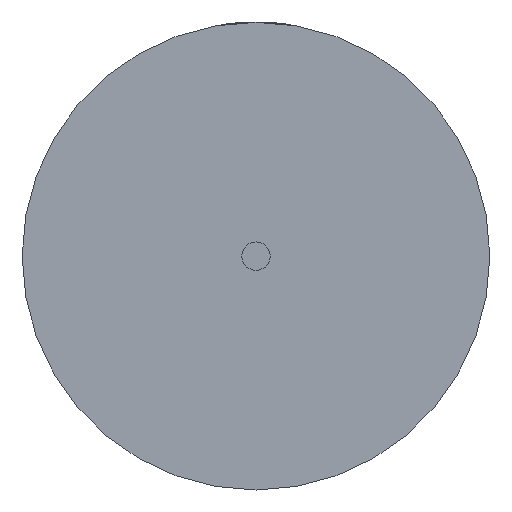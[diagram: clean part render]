
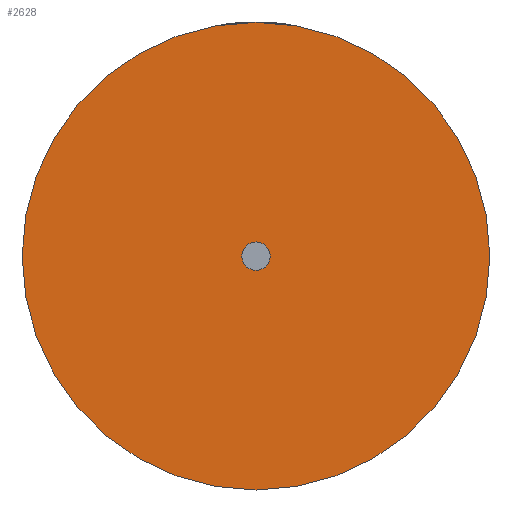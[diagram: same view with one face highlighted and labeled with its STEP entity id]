
A CAD part, front view. The second image highlights one B-rep face of the part: STEP entity #2628.
In plain terms, the highlighted planar face has unit normal (0, -1, 0).
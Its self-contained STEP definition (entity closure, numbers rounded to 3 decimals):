
#143 = AXIS2_PLACEMENT_3D ( 'NONE', #1705, #284, #2239 ) ;
#171 = EDGE_LOOP ( 'NONE', ( #2931, #735 ) ) ;
#204 = AXIS2_PLACEMENT_3D ( 'NONE', #1485, #2887, #3506 ) ;
#284 = DIRECTION ( 'NONE',  ( 0., 1., 0. ) ) ;
#343 = CARTESIAN_POINT ( 'NONE',  ( 0., 0., -7. ) ) ;
#350 = VERTEX_POINT ( 'NONE', #2843 ) ;
#405 = AXIS2_PLACEMENT_3D ( 'NONE', #3198, #681, #2624 ) ;
#666 = DIRECTION ( 'NONE',  ( 0., 0., 1. ) ) ;
#681 = DIRECTION ( 'NONE',  ( 0., 1., 0. ) ) ;
#735 = ORIENTED_EDGE ( 'NONE', *, *, #2089, .F. ) ;
#773 = PLANE ( 'NONE',  #143 ) ;
#924 = AXIS2_PLACEMENT_3D ( 'NONE', #1469, #2329, #666 ) ;
#1116 = EDGE_CURVE ( 'NONE', #350, #2923, #1842, .T. ) ;
#1199 = ORIENTED_EDGE ( 'NONE', *, *, #2298, .T. ) ;
#1356 = FACE_OUTER_BOUND ( 'NONE', #171, .T. ) ;
#1469 = CARTESIAN_POINT ( 'NONE',  ( 0., 0., 0. ) ) ;
#1485 = CARTESIAN_POINT ( 'NONE',  ( 0., 0., 0. ) ) ;
#1516 = ORIENTED_EDGE ( 'NONE', *, *, #1116, .T. ) ;
#1550 = FACE_BOUND ( 'NONE', #3292, .T. ) ;
#1581 = DIRECTION ( 'NONE',  ( 0., 1., 0. ) ) ;
#1599 = EDGE_CURVE ( 'NONE', #1786, #2826, #2475, .T. ) ;
#1705 = CARTESIAN_POINT ( 'NONE',  ( 0., 0., 0. ) ) ;
#1786 = VERTEX_POINT ( 'NONE', #343 ) ;
#1842 = CIRCLE ( 'NONE', #405, 0.425 ) ;
#2089 = EDGE_CURVE ( 'NONE', #2826, #1786, #2924, .T. ) ;
#2144 = AXIS2_PLACEMENT_3D ( 'NONE', #3246, #1581, #2972 ) ;
#2239 = DIRECTION ( 'NONE',  ( 0., 0., 1. ) ) ;
#2298 = EDGE_CURVE ( 'NONE', #2923, #350, #2641, .T. ) ;
#2329 = DIRECTION ( 'NONE',  ( 0., 1., 0. ) ) ;
#2475 = CIRCLE ( 'NONE', #924, 7. ) ;
#2624 = DIRECTION ( 'NONE',  ( 0., 0., 1. ) ) ;
#2628 = ADVANCED_FACE ( 'NONE', ( #1550, #1356 ), #773, .F. ) ;
#2641 = CIRCLE ( 'NONE', #2144, 0.425 ) ;
#2826 = VERTEX_POINT ( 'NONE', #2883 ) ;
#2843 = CARTESIAN_POINT ( 'NONE',  ( 0., 0., 0.425 ) ) ;
#2883 = CARTESIAN_POINT ( 'NONE',  ( 0., 0., 7. ) ) ;
#2887 = DIRECTION ( 'NONE',  ( 0., 1., 0. ) ) ;
#2923 = VERTEX_POINT ( 'NONE', #3294 ) ;
#2924 = CIRCLE ( 'NONE', #204, 7. ) ;
#2931 = ORIENTED_EDGE ( 'NONE', *, *, #1599, .F. ) ;
#2972 = DIRECTION ( 'NONE',  ( 0., 0., 1. ) ) ;
#3198 = CARTESIAN_POINT ( 'NONE',  ( 0., 0., 0. ) ) ;
#3246 = CARTESIAN_POINT ( 'NONE',  ( 0., 0., 0. ) ) ;
#3292 = EDGE_LOOP ( 'NONE', ( #1516, #1199 ) ) ;
#3294 = CARTESIAN_POINT ( 'NONE',  ( 0., 0., -0.425 ) ) ;
#3506 = DIRECTION ( 'NONE',  ( 0., 0., 1. ) ) ;
